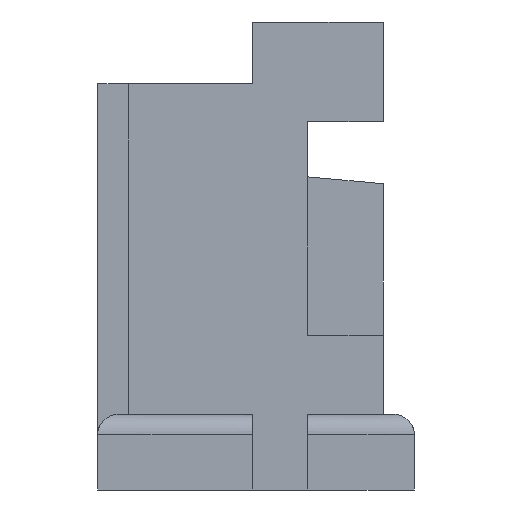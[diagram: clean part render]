
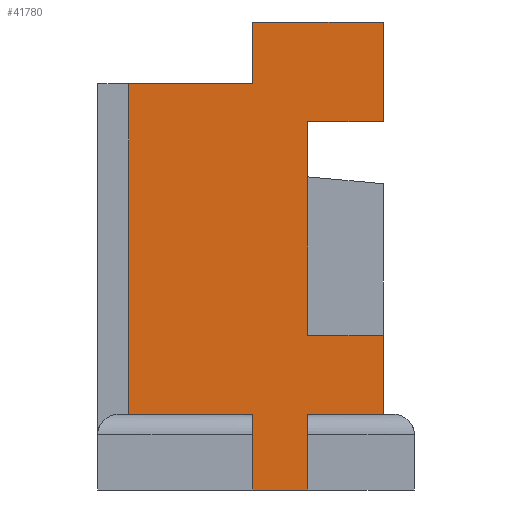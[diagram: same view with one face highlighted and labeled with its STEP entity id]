
A CAD part, left-side view. The second image highlights one B-rep face of the part: STEP entity #41780.
In plain terms, the highlighted planar face has unit normal (-1, 0, 0).
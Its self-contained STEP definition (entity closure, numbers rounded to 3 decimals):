
#10770=CARTESIAN_POINT('',(-13.363,-1.03,-5.7));
#10780=VERTEX_POINT('',#10770);
#10810=CARTESIAN_POINT('',(-13.363,0.,-5.7));
#10820=DIRECTION('',(0.,-1.,0.));
#10830=VECTOR('',#10820,1.);
#10840=LINE('',#10810,#10830);
#10850=CARTESIAN_POINT('',(-13.363,-2.13,-5.7));
#10860=VERTEX_POINT('',#10850);
#10870=EDGE_CURVE('',#10780,#10860,#10840,.T.);
#29590=CARTESIAN_POINT('',(-13.363,-0.23,0.));
#29600=DIRECTION('',(0.,0.,-1.));
#29610=VECTOR('',#29600,1.);
#29620=LINE('',#29590,#29610);
#29630=CARTESIAN_POINT('',(-13.363,-0.23,0.));
#29640=VERTEX_POINT('',#29630);
#29650=CARTESIAN_POINT('',(-13.363,-0.23,-0.9));
#29660=VERTEX_POINT('',#29650);
#29670=EDGE_CURVE('',#29640,#29660,#29620,.T.);
#31140=CARTESIAN_POINT('',(-13.363,0.,-1.45));
#31150=DIRECTION('',(0.,1.,0.));
#31160=VECTOR('',#31150,1.);
#31170=LINE('',#31140,#31160);
#31180=CARTESIAN_POINT('',(-13.363,-2.13,-1.45));
#31190=VERTEX_POINT('',#31180);
#31200=CARTESIAN_POINT('',(-13.363,-1.03,-1.45));
#31210=VERTEX_POINT('',#31200);
#31220=EDGE_CURVE('',#31190,#31210,#31170,.T.);
#40860=CARTESIAN_POINT('',(-13.363,-0.23,-0.9));
#40870=DIRECTION('',(1.,0.,0.));
#40880=DIRECTION('',(0.,-1.,0.));
#40890=AXIS2_PLACEMENT_3D('',#40860,#40870,#40880);
#40900=PLANE('',#40890);
#40910=CARTESIAN_POINT('',(-13.363,-1.03,0.));
#40920=DIRECTION('',(0.,0.,-1.));
#40930=VECTOR('',#40920,1.);
#40940=LINE('',#40910,#40930);
#40950=CARTESIAN_POINT('',(-13.363,-1.03,-4.55));
#40960=VERTEX_POINT('',#40950);
#40970=EDGE_CURVE('',#31210,#40960,#40940,.T.);
#40980=ORIENTED_EDGE('',*,*,#40970,.F.);
#40990=CARTESIAN_POINT('',(-13.363,0.,-4.55));
#41000=DIRECTION('',(0.,1.,0.));
#41010=VECTOR('',#41000,1.);
#41020=LINE('',#40990,#41010);
#41030=CARTESIAN_POINT('',(-13.363,-2.13,-4.55));
#41040=VERTEX_POINT('',#41030);
#41050=EDGE_CURVE('',#41040,#40960,#41020,.T.);
#41060=ORIENTED_EDGE('',*,*,#41050,.T.);
#41070=CARTESIAN_POINT('',(-13.363,-2.13,0.));
#41080=DIRECTION('',(0.,0.,-1.));
#41090=VECTOR('',#41080,1.);
#41100=LINE('',#41070,#41090);
#41110=EDGE_CURVE('',#41040,#10860,#41100,.T.);
#41120=ORIENTED_EDGE('',*,*,#41110,.F.);
#41130=ORIENTED_EDGE('',*,*,#10870,.T.);
#41140=CARTESIAN_POINT('',(-13.363,-1.03,0.));
#41150=DIRECTION('',(0.,0.,-1.));
#41160=VECTOR('',#41150,1.);
#41170=LINE('',#41140,#41160);
#41180=CARTESIAN_POINT('',(-13.363,-1.03,-6.8));
#41190=VERTEX_POINT('',#41180);
#41200=EDGE_CURVE('',#10780,#41190,#41170,.T.);
#41210=ORIENTED_EDGE('',*,*,#41200,.F.);
#41220=CARTESIAN_POINT('',(-13.363,0.,-6.8));
#41230=DIRECTION('',(0.,-1.,0.));
#41240=VECTOR('',#41230,1.);
#41250=LINE('',#41220,#41240);
#41260=CARTESIAN_POINT('',(-13.363,-0.23,-6.8));
#41270=VERTEX_POINT('',#41260);
#41280=EDGE_CURVE('',#41270,#41190,#41250,.T.);
#41290=ORIENTED_EDGE('',*,*,#41280,.T.);
#41300=CARTESIAN_POINT('',(-13.363,-0.23,0.));
#41310=DIRECTION('',(0.,0.,1.));
#41320=VECTOR('',#41310,1.);
#41330=LINE('',#41300,#41320);
#41340=CARTESIAN_POINT('',(-13.363,-0.23,-5.7));
#41350=VERTEX_POINT('',#41340);
#41360=EDGE_CURVE('',#41270,#41350,#41330,.T.);
#41370=ORIENTED_EDGE('',*,*,#41360,.F.);
#41380=CARTESIAN_POINT('',(-13.363,0.,-5.7));
#41390=DIRECTION('',(0.,-1.,0.));
#41400=VECTOR('',#41390,1.);
#41410=LINE('',#41380,#41400);
#41420=CARTESIAN_POINT('',(-13.363,1.57,-5.7));
#41430=VERTEX_POINT('',#41420);
#41440=EDGE_CURVE('',#41430,#41350,#41410,.T.);
#41450=ORIENTED_EDGE('',*,*,#41440,.T.);
#41460=CARTESIAN_POINT('',(-13.363,1.57,0.));
#41470=DIRECTION('',(0.,0.,-1.));
#41480=VECTOR('',#41470,1.);
#41490=LINE('',#41460,#41480);
#41500=CARTESIAN_POINT('',(-13.363,1.57,-0.9));
#41510=VERTEX_POINT('',#41500);
#41520=EDGE_CURVE('',#41510,#41430,#41490,.T.);
#41530=ORIENTED_EDGE('',*,*,#41520,.T.);
#41540=CARTESIAN_POINT('',(-13.363,0.,-0.9));
#41550=DIRECTION('',(0.,1.,0.));
#41560=VECTOR('',#41550,1.);
#41570=LINE('',#41540,#41560);
#41580=EDGE_CURVE('',#29660,#41510,#41570,.T.);
#41590=ORIENTED_EDGE('',*,*,#41580,.T.);
#41600=ORIENTED_EDGE('',*,*,#29670,.T.);
#41610=CARTESIAN_POINT('',(-13.363,0.,0.));
#41620=DIRECTION('',(0.,-1.,0.));
#41630=VECTOR('',#41620,1.);
#41640=LINE('',#41610,#41630);
#41650=CARTESIAN_POINT('',(-13.363,-2.13,0.));
#41660=VERTEX_POINT('',#41650);
#41670=EDGE_CURVE('',#29640,#41660,#41640,.T.);
#41680=ORIENTED_EDGE('',*,*,#41670,.F.);
#41690=CARTESIAN_POINT('',(-13.363,-2.13,0.));
#41700=DIRECTION('',(0.,0.,-1.));
#41710=VECTOR('',#41700,1.);
#41720=LINE('',#41690,#41710);
#41730=EDGE_CURVE('',#41660,#31190,#41720,.T.);
#41740=ORIENTED_EDGE('',*,*,#41730,.F.);
#41750=ORIENTED_EDGE('',*,*,#31220,.F.);
#41760=EDGE_LOOP('',(#41750,#41740,#41680,#41600,#41590,#41530,#41450,
#41370,#41290,#41210,#41130,#41120,#41060,#40980));
#41770=FACE_OUTER_BOUND('',#41760,.T.);
#41780=ADVANCED_FACE('',(#41770),#40900,.F.);
